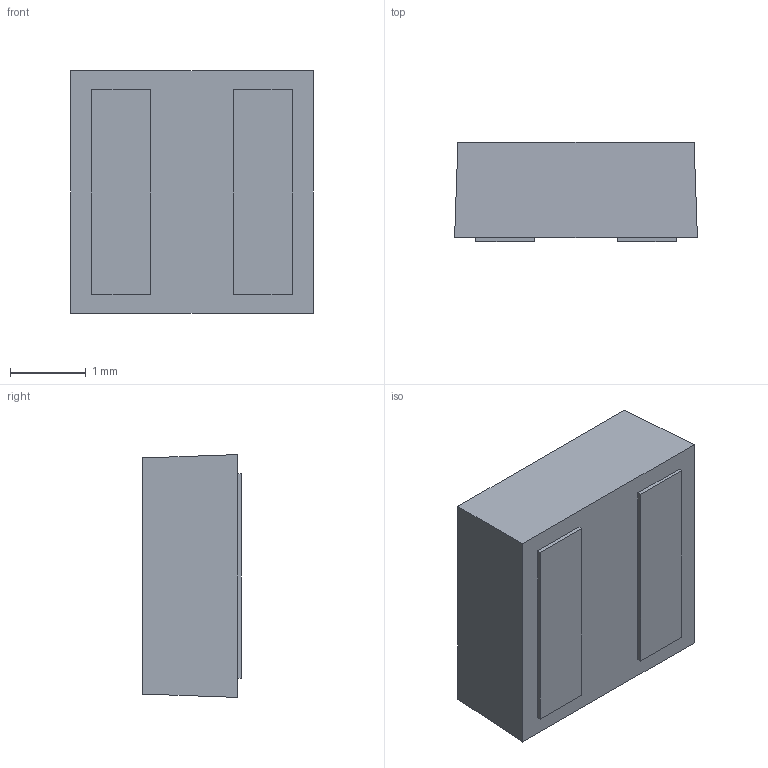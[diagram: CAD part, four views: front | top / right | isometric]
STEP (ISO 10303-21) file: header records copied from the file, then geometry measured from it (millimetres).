
FILE_DESCRIPTION (( 'STEP AP214' ), '1' );
FILE_NAME ('Coilcraft-XFL3012.STEP', '2017-06-05T04:44:09', ( 'Windows User' ), ( '' ), 'SwSTEP 2.0', 'SolidWorks 2017', '' );
FILE_SCHEMA (( 'AUTOMOTIVE_DESIGN' ));
Length unit declared in the file: millimetre
Products named in the file (1): Coilcraft-XFL3012
Bounding box: 3.2 x 1.3 x 3.2 mm (x, y, z)
Volume: 12.7 mm3; surface area: 36.4 mm2
Topology: 1 solids, 1 shells, 55 faces, 130 edges, 83 vertices
Faces by surface type: plane 37, bspline 18
Entity records: 2250 total; most frequent: CARTESIAN_POINT 899, ORIENTED_EDGE 260, DIRECTION 170, EDGE_CURVE 130, VECTOR 94, LINE 94, VERTEX_POINT 83, EDGE_LOOP 61
